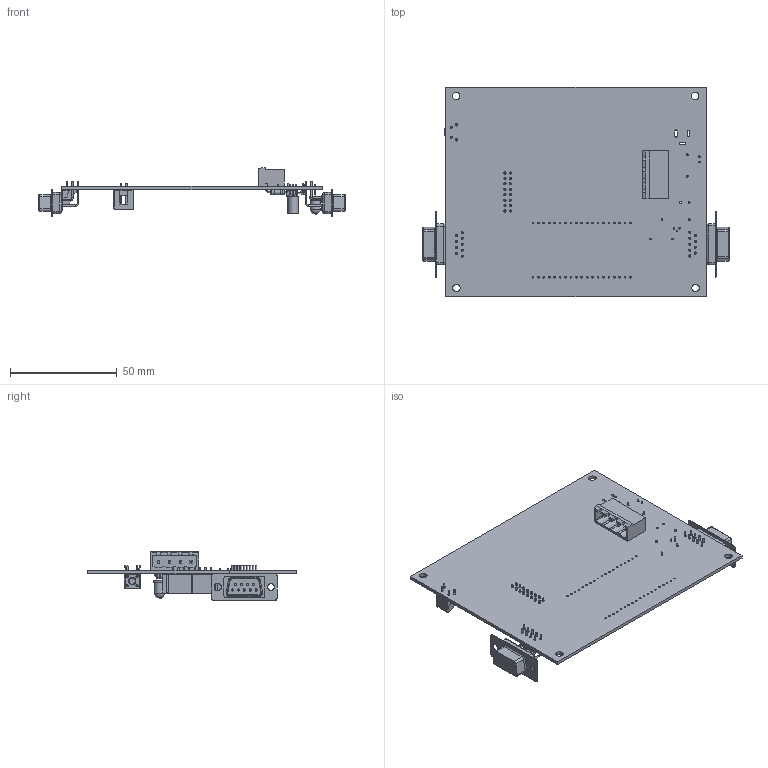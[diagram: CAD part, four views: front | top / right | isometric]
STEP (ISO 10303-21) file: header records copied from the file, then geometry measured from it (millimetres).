
FILE_DESCRIPTION(('KiCad electronic assembly'),'2;1');
FILE_NAME('Display-PLAY-Me_2.step','2024-07-31T10:43:37',('Pcbnew'),( 'Kicad'),'Open CASCADE STEP processor 7.7','KiCad to STEP converter' ,'Unknown');
FILE_SCHEMA(('AUTOMOTIVE_DESIGN { 1 0 10303 214 1 1 1 1 }'));
Length unit declared in the file: millimetre
Products named in the file (18): Display-PLAY-Me_2 1; PhoenixContact_MSTBA_2,5_4-G-5,08_1x04_P5.08mm_Horizontal; MSTBA_01x04_G_5_08mm; SW_Tactile_SPST_Angled_PTS645Vx31-2LFS; D_A-405_P12.70mm_Horizontal; LED_D5.0mm_IRGrey; TO-92L; TO-92L_Narrow; DSUB-9_Female_Horizontal_P2.77x2.54mm_EdgePinOffset9.40mm; R_Axial_DIN0207_L6.3mm_D2.5mm_P10.16mm_Horizontal; R_Axial_DIN0207_L63mm_D25mm_P1016mm_Horizontal; IDC-Header_2x08_P2.54mm_Vertical; IDC_Header_2x08_P254mm_Vertical; Display-PLAY-Me_2_PCB
Assembly tree (19 placements, depth 3):
  Display-PLAY-Me_2 1
    PhoenixContact_MSTBA_2,5_4-G-5,08_1x04_P5.08mm_Horizontal
      MSTBA_01x04_G_5_08mm
    SW_Tactile_SPST_Angled_PTS645Vx31-2LFS
      SW_Tactile_SPST_Angled_PTS645Vx31-2LFS
    D_A-405_P12.70mm_Horizontal
      D_A-405_P12.70mm_Horizontal
    LED_D5.0mm_IRGrey
      LED_D5.0mm_IRGrey
    TO-92L
      TO-92L_Narrow
    DSUB-9_Female_Horizontal_P2.77x2.54mm_EdgePinOffset9.40mm  x2
      DSUB-9_Female_Horizontal_P2.77x2.54mm_EdgePinOffset9.40mm
    R_Axial_DIN0207_L6.3mm_D2.5mm_P10.16mm_Horizontal  x2
      R_Axial_DIN0207_L63mm_D25mm_P1016mm_Horizontal
    IDC-Header_2x08_P2.54mm_Vertical
      IDC_Header_2x08_P254mm_Vertical
    Display-PLAY-Me_2_PCB
Bounding box: 143.42 x 98 x 22.78 mm (x, y, z)
Volume: 24763.9 mm3; surface area: 33164.6 mm2
Topology: 11 solids, 11 shells, 1115 faces, 2615 edges, 1618 vertices
Faces by surface type: plane 683, cylinder 306, torus 79, cone 34, sphere 13
Full cylindrical faces by diameter (mm): 0.6 x12, 0.64 x36, 0.75 x3, 0.8 x46, 0.853 x18, 0.9 x6, 0.99 x2, 1 x44, 1.2 x2, 1.3 x2, 1.4 x4, 2.25 x2, 2.5 x4, 2.7 x2, 2.72 x1, 3.14 x1, 3.2 x4, 3.5 x5, 4.9 x1
Entity records: 32979 total; most frequent: DIRECTION 4674, CARTESIAN_POINT 4550, ORIENTED_EDGE 4422, EDGE_CURVE 2211, LINE 1646, VECTOR 1646, AXIS2_PLACEMENT_3D 1514, VERTEX_POINT 1390
